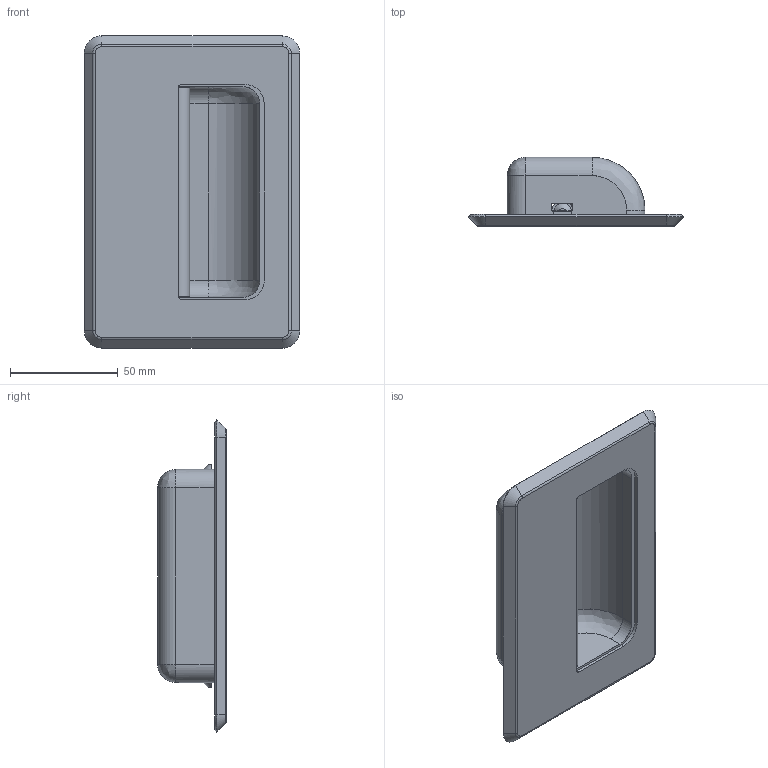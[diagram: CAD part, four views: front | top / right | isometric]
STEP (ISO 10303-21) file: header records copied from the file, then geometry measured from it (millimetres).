
FILE_DESCRIPTION((''),'2;1');
FILE_NAME('','2011-05-27T14:37:38',(''),(''),'','CADfix','');
FILE_SCHEMA(('AUTOMOTIVE_DESIGN { 1 0 10303 214 1 1 1 1 }'));
Length unit declared in the file: millimetre
Bounding box: 100 x 32 x 145 mm (x, y, z)
Volume: 34886.6 mm3; surface area: 71343.5 mm2
Topology: 3 solids, 3 shells, 310 faces, 754 edges, 436 vertices
Faces by surface type: bspline 310
Entity records: 9275 total; most frequent: CARTESIAN_POINT 5078, ORIENTED_EDGE 1460, EDGE_CURVE 730, VERTEX_POINT 436, QUASI_UNIFORM_CURVE 404, EDGE_LOOP 334, FACE_OUTER_BOUND 310, ADVANCED_FACE 310
